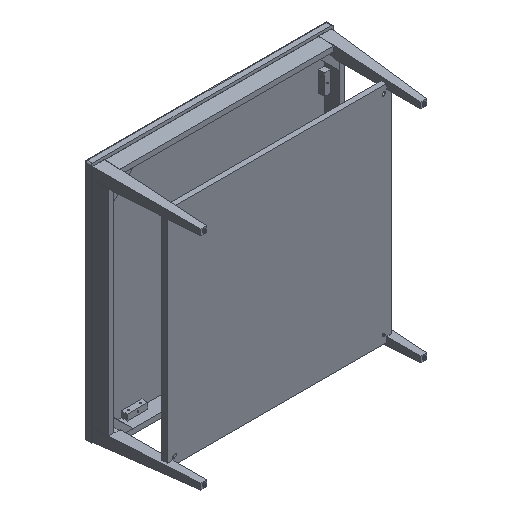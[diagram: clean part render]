
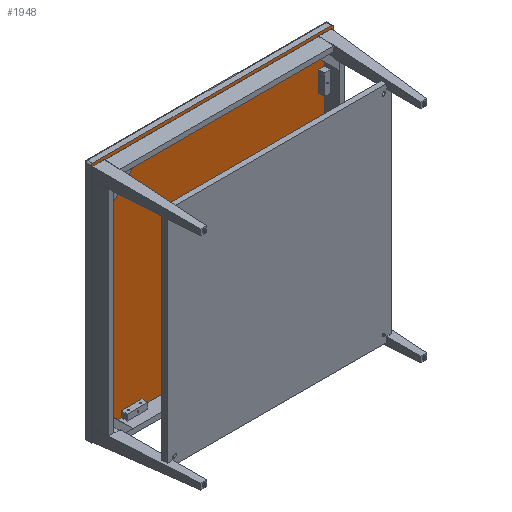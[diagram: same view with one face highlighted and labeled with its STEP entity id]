
A CAD part, isometric view. The second image highlights one B-rep face of the part: STEP entity #1948.
In plain terms, the highlighted face is planar.
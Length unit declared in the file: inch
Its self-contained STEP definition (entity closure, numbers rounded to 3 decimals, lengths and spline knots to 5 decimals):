
#249=PLANE('',#2259);
#330=LINE('',#3192,#481);
#331=LINE('',#3194,#482);
#332=LINE('',#3197,#483);
#333=LINE('',#3199,#484);
#481=VECTOR('',#2552,0.3937);
#482=VECTOR('',#2555,0.3937);
#483=VECTOR('',#2560,0.3937);
#484=VECTOR('',#2563,0.3937);
#676=FACE_OUTER_BOUND('',#795,.T.);
#795=EDGE_LOOP('',(#1507,#1508,#1509,#1510,#1511,#1512,#1513,#1514));
#959=CIRCLE('',#2231,0.25);
#963=CIRCLE('',#2237,0.25);
#967=CIRCLE('',#2243,0.25);
#971=CIRCLE('',#2250,0.25);
#1034=VERTEX_POINT('',#3135);
#1035=VERTEX_POINT('',#3136);
#1039=VERTEX_POINT('',#3148);
#1040=VERTEX_POINT('',#3149);
#1044=VERTEX_POINT('',#3161);
#1045=VERTEX_POINT('',#3162);
#1049=VERTEX_POINT('',#3177);
#1050=VERTEX_POINT('',#3178);
#1204=EDGE_CURVE('',#1034,#1035,#959,.T.);
#1210=EDGE_CURVE('',#1039,#1040,#963,.T.);
#1216=EDGE_CURVE('',#1044,#1045,#967,.T.);
#1224=EDGE_CURVE('',#1049,#1050,#971,.T.);
#1233=EDGE_CURVE('',#1045,#1034,#330,.T.);
#1234=EDGE_CURVE('',#1050,#1044,#331,.T.);
#1235=EDGE_CURVE('',#1040,#1049,#332,.T.);
#1236=EDGE_CURVE('',#1035,#1039,#333,.T.);
#1507=ORIENTED_EDGE('',*,*,#1204,.F.);
#1508=ORIENTED_EDGE('',*,*,#1233,.F.);
#1509=ORIENTED_EDGE('',*,*,#1216,.F.);
#1510=ORIENTED_EDGE('',*,*,#1234,.F.);
#1511=ORIENTED_EDGE('',*,*,#1224,.F.);
#1512=ORIENTED_EDGE('',*,*,#1235,.F.);
#1513=ORIENTED_EDGE('',*,*,#1210,.F.);
#1514=ORIENTED_EDGE('',*,*,#1236,.F.);
#1948=ADVANCED_FACE('',(#676),#249,.F.);
#2231=AXIS2_PLACEMENT_3D('',#3137,#2488,#2489);
#2237=AXIS2_PLACEMENT_3D('',#3150,#2502,#2503);
#2243=AXIS2_PLACEMENT_3D('',#3163,#2516,#2517);
#2250=AXIS2_PLACEMENT_3D('',#3179,#2534,#2535);
#2259=AXIS2_PLACEMENT_3D('',#3200,#2564,#2565);
#2488=DIRECTION('center_axis',(0.,0.,1.));
#2489=DIRECTION('ref_axis',(-0.707,-0.707,0.));
#2502=DIRECTION('center_axis',(0.,0.,1.));
#2503=DIRECTION('ref_axis',(0.707,-0.707,0.));
#2516=DIRECTION('center_axis',(0.,0.,1.));
#2517=DIRECTION('ref_axis',(-0.707,0.707,0.));
#2534=DIRECTION('center_axis',(0.,0.,1.));
#2535=DIRECTION('ref_axis',(0.707,0.707,0.));
#2552=DIRECTION('',(0.,-1.,0.));
#2555=DIRECTION('',(-1.,0.,0.));
#2560=DIRECTION('',(0.,1.,0.));
#2563=DIRECTION('',(1.,0.,0.));
#2564=DIRECTION('center_axis',(0.,0.,1.));
#2565=DIRECTION('ref_axis',(1.,0.,0.));
#3135=CARTESIAN_POINT('',(0.,0.25,0.));
#3136=CARTESIAN_POINT('',(0.25,0.,0.));
#3137=CARTESIAN_POINT('Origin',(0.25,0.25,0.));
#3148=CARTESIAN_POINT('',(35.25,0.,0.));
#3149=CARTESIAN_POINT('',(35.5,0.25,0.));
#3150=CARTESIAN_POINT('Origin',(35.25,0.25,0.));
#3161=CARTESIAN_POINT('',(0.25,35.5,0.));
#3162=CARTESIAN_POINT('',(0.,35.25,0.));
#3163=CARTESIAN_POINT('Origin',(0.25,35.25,0.));
#3177=CARTESIAN_POINT('',(35.5,35.25,0.));
#3178=CARTESIAN_POINT('',(35.25,35.5,0.));
#3179=CARTESIAN_POINT('Origin',(35.25,35.25,0.));
#3192=CARTESIAN_POINT('',(0.,35.5,0.));
#3194=CARTESIAN_POINT('',(35.5,35.5,0.));
#3197=CARTESIAN_POINT('',(35.5,0.,0.));
#3199=CARTESIAN_POINT('',(0.,0.,0.));
#3200=CARTESIAN_POINT('Origin',(17.75,17.75,0.));
